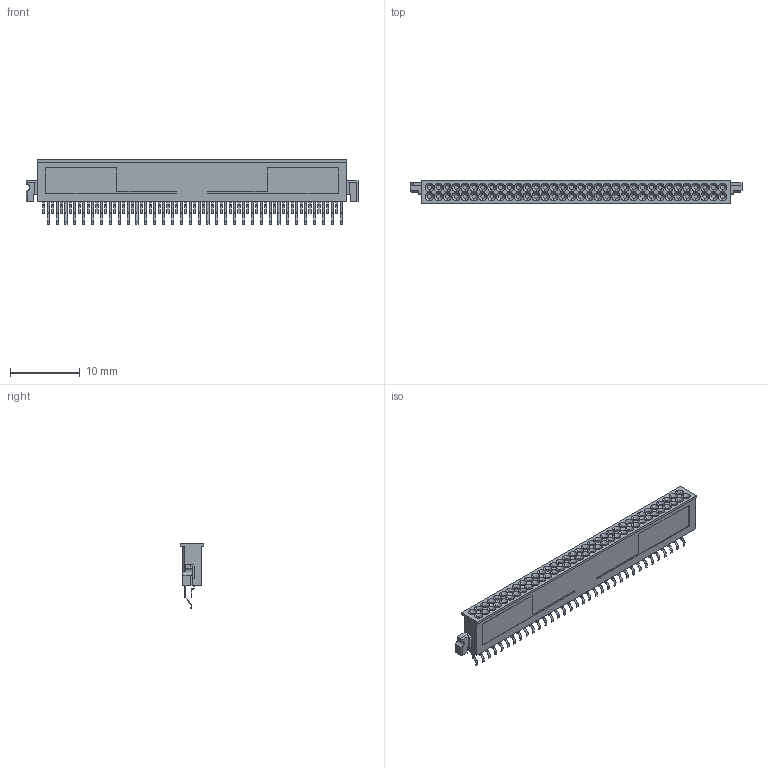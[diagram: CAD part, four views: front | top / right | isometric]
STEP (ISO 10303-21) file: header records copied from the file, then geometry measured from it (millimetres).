
FILE_DESCRIPTION((''),'2;1');
FILE_NAME('C-5146228-04-3','2007-09-07T',('workeradm'),('Tyco Electronics Corporation'),'PRO/ENGINEER BY PARAMETRIC TECHNOLOGY CORPORATION, 2005450','PRO/ENGINEER BY PARAMETRIC TECHNOLOGY CORPORATION, 2005450','');
FILE_SCHEMA(('CONFIG_CONTROL_DESIGN', 'GEOMETRIC_VALIDATION_PROPERTIES_MIM'));
Length unit declared in the file: millimetre
Products named in the file (1): C-5146228-04-3
Bounding box: 47.5 x 3.3 x 9.25 mm (x, y, z)
Volume: 701.8 mm3; surface area: 1134 mm2
Topology: 1 solids, 1 shells, 1335 faces, 3426 edges, 2238 vertices
Faces by surface type: plane 787, cylinder 376, cone 136, extrusion 36
Entity records: 40818 total; most frequent: CARTESIAN_POINT 7509, DIRECTION 6877, ORIENTED_EDGE 6852, EDGE_CURVE 3426, VECTOR 2499, LINE 2463, VERTEX_POINT 2238, AXIS2_PLACEMENT_3D 2189
